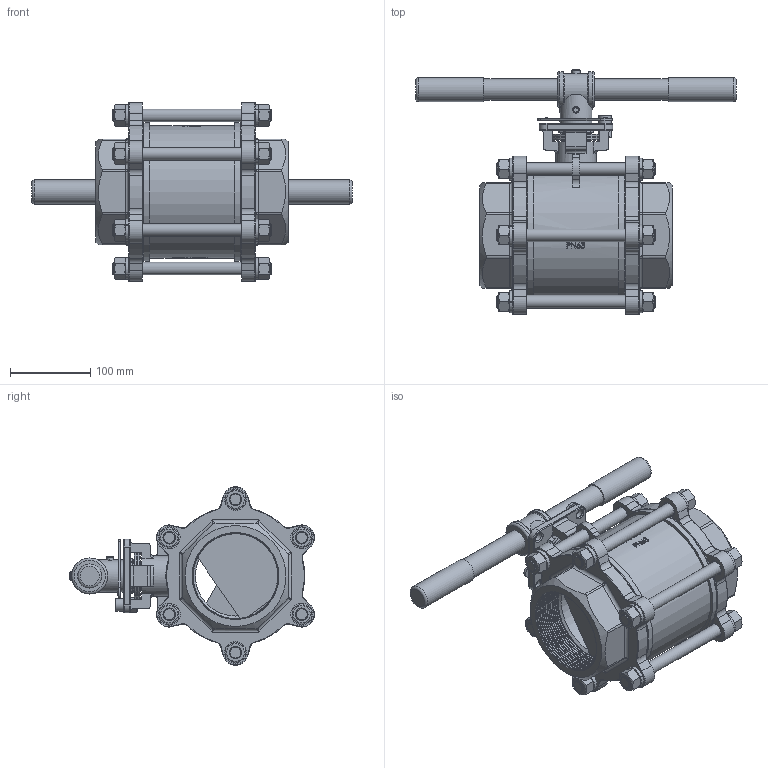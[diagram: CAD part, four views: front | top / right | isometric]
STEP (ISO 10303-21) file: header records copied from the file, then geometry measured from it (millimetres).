
FILE_DESCRIPTION(/* description */ ('Unknown'),/* implementation_level */ '2;1');
FILE_NAME(/* name */ '9323-12',/* time_stamp */ '2022-01-24T13:46:47+01:00',/* author */ ('Unknown'),/* organization */ ('Unknown'),/* preprocessor_version */ 'ST-DEVELOPER v16.7',/* originating_system */ 'Solid Edge',/* authorisation */ 'Unknown');
FILE_SCHEMA (('AUTOMOTIVE_DESIGN {1 0 10303 214 3 1 1}'));
Products named in the file (6): 8.112.100_Rohrhebel; Hebel_DN100; 8.112.100; Gewindestange M16; Körper 8.112.100; M10_MU.1_0
Assembly tree (10 placements, depth 3):
  8.112.100_Rohrhebel
    Hebel_DN100
    8.112.100
      Gewindestange M16  x6
      Körper 8.112.100
    M10_MU.1_0
Bounding box: 400 x 306.16 x 223.09 mm (x, y, z)
Volume: 3651799.7 mm3; surface area: 446117.9 mm2
Topology: 10 solids, 10 shells, 1157 faces, 3063 edges, 1961 vertices
Faces by surface type: plane 486, cylinder 282, bspline 210, torus 113, cone 66
Full cylindrical faces by diameter (mm): 8 x1, 10 x1, 10.506 x5, 15.72 x18, 16 x1, 17.2 x2, 17.5 x12, 26.6 x2, 30 x2, 36.5 x1, 40 x3, 45 x2, 51 x1, 57.16 x2, 64 x1, 100 x1, 166 x1, 173 x2
Entity records: 74771 total; most frequent: CARTESIAN_POINT 49071, ORIENTED_EDGE 5660, DIRECTION 4550, EDGE_CURVE 2830, VERTEX_POINT 1887, AXIS2_PLACEMENT_3D 1683, EDGE_LOOP 1375, FACE_BOUND 1375
